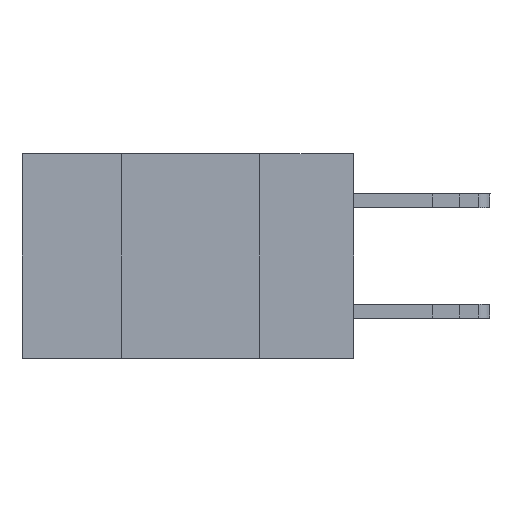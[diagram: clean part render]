
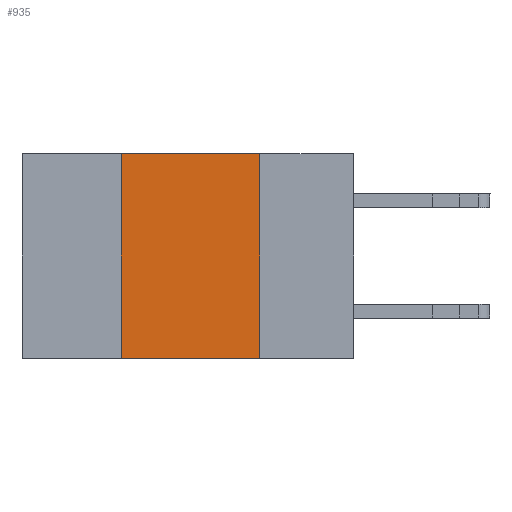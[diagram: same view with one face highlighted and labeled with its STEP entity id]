
A CAD part, left-side view. The second image highlights one B-rep face of the part: STEP entity #935.
In plain terms, the highlighted planar face has unit normal (-1, 0, 0).
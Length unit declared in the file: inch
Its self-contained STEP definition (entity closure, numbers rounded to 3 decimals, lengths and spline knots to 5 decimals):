
#287 = CARTESIAN_POINT ( 'NONE',  ( 0., 0.6, -0.37 ) ) ;
#528 = CARTESIAN_POINT ( 'NONE',  ( 0., 0.17, -0.37 ) ) ;
#935 = ADVANCED_FACE ( 'NONE', ( #16232 ), #14157, .F. ) ;
#955 = CARTESIAN_POINT ( 'NONE',  ( 0., 0.42, 0. ) ) ;
#1681 = VERTEX_POINT ( 'NONE', #528 ) ;
#1873 = DIRECTION ( 'NONE',  ( 0., -1., 0. ) ) ;
#2713 = VERTEX_POINT ( 'NONE', #6626 ) ;
#3051 = VECTOR ( 'NONE', #1873, 39.37008 ) ;
#3074 = EDGE_CURVE ( 'NONE', #13349, #1681, #18193, .T. ) ;
#3353 = EDGE_CURVE ( 'NONE', #2713, #13349, #3957, .T. ) ;
#3702 = VECTOR ( 'NONE', #12382, 39.37008 ) ;
#3957 = LINE ( 'NONE', #16208, #3051 ) ;
#4819 = AXIS2_PLACEMENT_3D ( 'NONE', #15613, #18516, #13899 ) ;
#6626 = CARTESIAN_POINT ( 'NONE',  ( 0., 0.42, 0. ) ) ;
#6693 = CARTESIAN_POINT ( 'NONE',  ( 0., 0.42, -0.37 ) ) ;
#7274 = VECTOR ( 'NONE', #7771, 39.37008 ) ;
#7301 = VECTOR ( 'NONE', #9102, 39.37008 ) ;
#7558 = ORIENTED_EDGE ( 'NONE', *, *, #3353, .F. ) ;
#7771 = DIRECTION ( 'NONE',  ( 0., -1., 0. ) ) ;
#7865 = ORIENTED_EDGE ( 'NONE', *, *, #12699, .F. ) ;
#9102 = DIRECTION ( 'NONE',  ( 0., 0., -1. ) ) ;
#9789 = CARTESIAN_POINT ( 'NONE',  ( 0., 0.17, 0. ) ) ;
#9801 = LINE ( 'NONE', #287, #7274 ) ;
#9873 = VERTEX_POINT ( 'NONE', #6693 ) ;
#9902 = EDGE_LOOP ( 'NONE', ( #13333, #7558, #7865, #13193 ) ) ;
#10452 = LINE ( 'NONE', #955, #3702 ) ;
#12291 = EDGE_CURVE ( 'NONE', #9873, #1681, #9801, .T. ) ;
#12382 = DIRECTION ( 'NONE',  ( 0., 0., 1. ) ) ;
#12699 = EDGE_CURVE ( 'NONE', #9873, #2713, #10452, .T. ) ;
#13193 = ORIENTED_EDGE ( 'NONE', *, *, #12291, .T. ) ;
#13333 = ORIENTED_EDGE ( 'NONE', *, *, #3074, .F. ) ;
#13349 = VERTEX_POINT ( 'NONE', #9789 ) ;
#13899 = DIRECTION ( 'NONE',  ( 0., 0., -1. ) ) ;
#14157 = PLANE ( 'NONE',  #4819 ) ;
#15613 = CARTESIAN_POINT ( 'NONE',  ( 0., 0.6, 0. ) ) ;
#16208 = CARTESIAN_POINT ( 'NONE',  ( 0., 0.6, 0. ) ) ;
#16232 = FACE_OUTER_BOUND ( 'NONE', #9902, .T. ) ;
#17811 = CARTESIAN_POINT ( 'NONE',  ( 0., 0.17, 0. ) ) ;
#18193 = LINE ( 'NONE', #17811, #7301 ) ;
#18516 = DIRECTION ( 'NONE',  ( 1., 0., 0. ) ) ;
